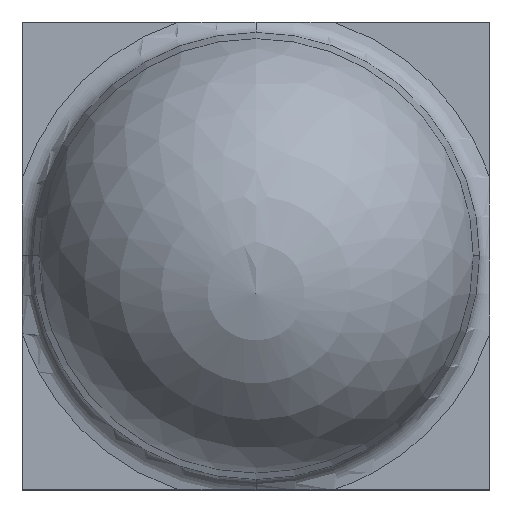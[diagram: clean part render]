
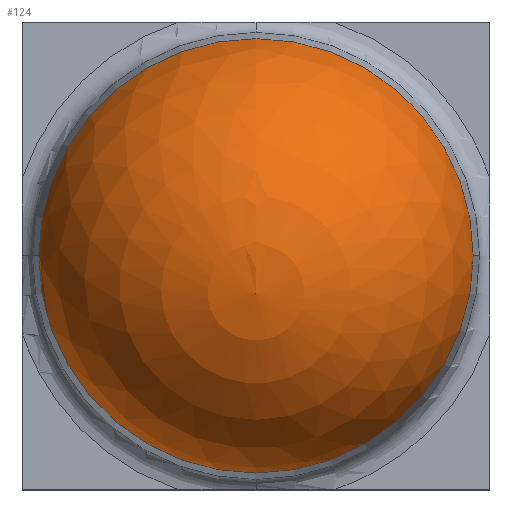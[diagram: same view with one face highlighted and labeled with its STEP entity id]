
A CAD part, top view. The second image highlights one B-rep face of the part: STEP entity #124.
In plain terms, the highlighted spherical face has radius 1.418 mm.
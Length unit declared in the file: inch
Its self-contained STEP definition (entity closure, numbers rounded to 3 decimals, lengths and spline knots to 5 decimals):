
#55 = ORIENTED_EDGE ( 'NONE', *, *, #784, .T. ) ;
#58 = ORIENTED_EDGE ( 'NONE', *, *, #782, .T. ) ;
#124 = ADVANCED_FACE ( 'NONE', ( #982 ), #967, .T. ) ;
#413 = DIRECTION ( 'NONE',  ( 0., -0.171, 0.985 ) ) ;
#415 = CARTESIAN_POINT ( 'NONE',  ( 0.00002, 0., 0.02645 ) ) ;
#417 = DIRECTION ( 'NONE',  ( 0., 0.985, 0.171 ) ) ;
#662 = EDGE_LOOP ( 'NONE', ( #58, #55 ) ) ;
#782 = EDGE_CURVE ( 'NONE', #909, #912, #1631, .T. ) ;
#784 = EDGE_CURVE ( 'NONE', #912, #909, #1632, .T. ) ;
#836 = AXIS2_PLACEMENT_3D ( 'NONE', #415, #413, #417 ) ;
#876 = AXIS2_PLACEMENT_3D ( 'NONE', #1586, #1587, #1588 ) ;
#877 = AXIS2_PLACEMENT_3D ( 'NONE', #1592, #1593, #1594 ) ;
#909 = VERTEX_POINT ( 'NONE', #1601 ) ;
#912 = VERTEX_POINT ( 'NONE', #1604 ) ;
#967 = SPHERICAL_SURFACE ( 'NONE', #836, 0.05583 ) ;
#982 = FACE_OUTER_BOUND ( 'NONE', #662, .T. ) ;
#1586 = CARTESIAN_POINT ( 'NONE',  ( 0.00002, 0., 0.03701 ) ) ;
#1587 = DIRECTION ( 'NONE',  ( 0., 0., 1. ) ) ;
#1588 = DIRECTION ( 'NONE',  ( -1., 0., 0. ) ) ;
#1592 = CARTESIAN_POINT ( 'NONE',  ( 0.00002, 0., 0.03701 ) ) ;
#1593 = DIRECTION ( 'NONE',  ( 0., 0., 1. ) ) ;
#1594 = DIRECTION ( 'NONE',  ( -1., 0., 0. ) ) ;
#1601 = CARTESIAN_POINT ( 'NONE',  ( -0.05481, 0., 0.03701 ) ) ;
#1604 = CARTESIAN_POINT ( 'NONE',  ( 0.05484, 0., 0.03701 ) ) ;
#1631 = CIRCLE ( 'NONE', #876, 0.05483 ) ;
#1632 = CIRCLE ( 'NONE', #877, 0.05483 ) ;
